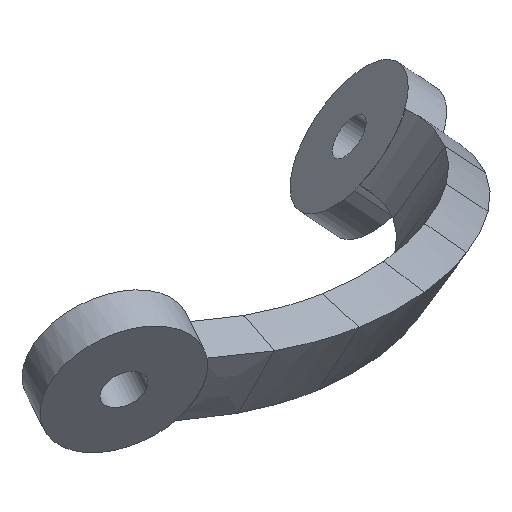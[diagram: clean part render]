
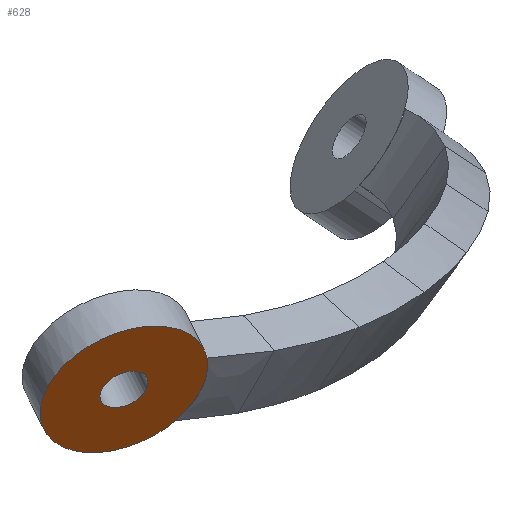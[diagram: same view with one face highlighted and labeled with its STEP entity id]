
A CAD part, left-side view. The second image highlights one B-rep face of the part: STEP entity #628.
In plain terms, the highlighted planar face has unit normal (-0.612, -0.354, -0.707).
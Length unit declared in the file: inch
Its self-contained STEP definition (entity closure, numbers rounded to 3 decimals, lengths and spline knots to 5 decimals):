
#17=FACE_BOUND('',#150,.T.);
#21=PLANE('',#667);
#103=FACE_OUTER_BOUND('',#149,.T.);
#149=EDGE_LOOP('',(#568,#569));
#150=EDGE_LOOP('',(#570));
#157=CIRCLE('',#652,0.3505);
#164=CIRCLE('',#665,0.3505);
#166=CIRCLE('',#668,0.10039);
#266=VERTEX_POINT('',#930);
#268=VERTEX_POINT('',#936);
#294=VERTEX_POINT('',#1686);
#322=EDGE_CURVE('',#266,#268,#157,.T.);
#385=EDGE_CURVE('',#268,#266,#164,.T.);
#387=EDGE_CURVE('',#294,#294,#166,.T.);
#568=ORIENTED_EDGE('',*,*,#385,.F.);
#569=ORIENTED_EDGE('',*,*,#322,.F.);
#570=ORIENTED_EDGE('',*,*,#387,.F.);
#628=ADVANCED_FACE('',(#103,#17),#21,.F.);
#652=AXIS2_PLACEMENT_3D('',#937,#688,#689);
#665=AXIS2_PLACEMENT_3D('',#1683,#717,#718);
#667=AXIS2_PLACEMENT_3D('',#1685,#721,#722);
#668=AXIS2_PLACEMENT_3D('',#1687,#723,#724);
#688=DIRECTION('center_axis',(0.612,0.354,0.707));
#689=DIRECTION('ref_axis',(0.786,-0.37,-0.496));
#717=DIRECTION('center_axis',(0.612,0.354,0.707));
#718=DIRECTION('ref_axis',(0.786,-0.37,-0.496));
#721=DIRECTION('center_axis',(0.612,0.354,0.707));
#722=DIRECTION('ref_axis',(-0.5,0.866,0.));
#723=DIRECTION('center_axis',(-0.612,-0.354,-0.707));
#724=DIRECTION('ref_axis',(-0.5,0.866,0.));
#930=CARTESIAN_POINT('',(-1.98452,-1.49638,5.93945));
#936=CARTESIAN_POINT('',(-1.94798,-1.49938,5.90931));
#937=CARTESIAN_POINT('Origin',(-2.02912,-1.17152,5.81565));
#1683=CARTESIAN_POINT('Origin',(-2.02912,-1.17152,5.81565));
#1685=CARTESIAN_POINT('Origin',(-2.02912,-1.17152,5.81565));
#1686=CARTESIAN_POINT('',(-1.97893,-1.25846,5.81565));
#1687=CARTESIAN_POINT('Origin',(-2.02912,-1.17152,5.81565));
